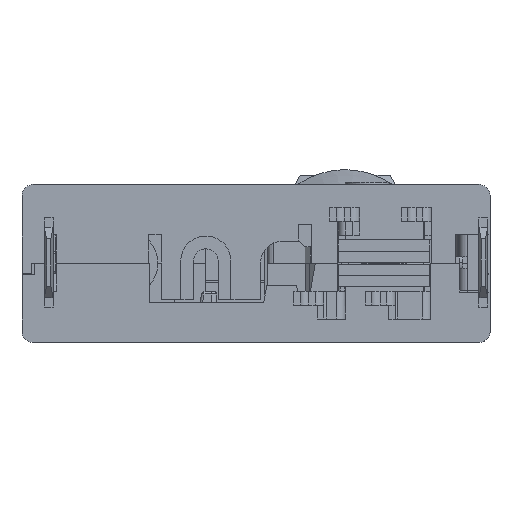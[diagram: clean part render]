
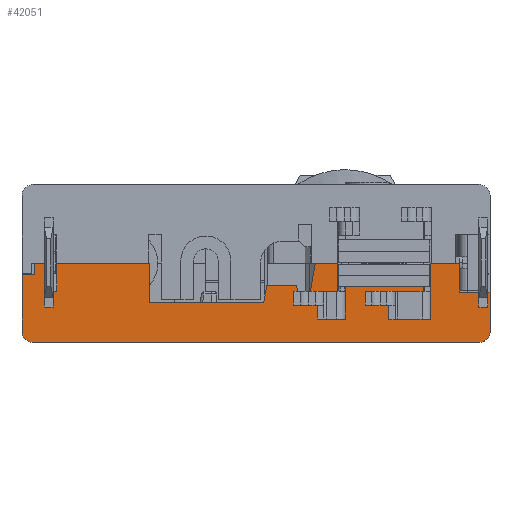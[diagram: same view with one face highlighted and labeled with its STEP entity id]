
A CAD part, front view. The second image highlights one B-rep face of the part: STEP entity #42051.
In plain terms, the highlighted planar face has unit normal (0, -1, 0).
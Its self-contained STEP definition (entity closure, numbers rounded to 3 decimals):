
#36093=DIRECTION('',(-1.,0.,0.));
#36094=VECTOR('',#36093,0.9);
#36095=CARTESIAN_POINT('',(-19.,0.,0.));
#36096=LINE('',#36095,#36094);
#36194=DIRECTION('',(-1.,0.,0.));
#36195=VECTOR('',#36194,8.275);
#36196=CARTESIAN_POINT('',(-9.6,0.,0.));
#36197=LINE('',#36196,#36195);
#36266=DIRECTION('',(-1.,0.,0.));
#36267=VECTOR('',#36266,1.983);
#36268=CARTESIAN_POINT('',(7.3,0.,0.));
#36269=LINE('',#36268,#36267);
#36342=DIRECTION('',(-1.,0.,0.));
#36343=VECTOR('',#36342,2.6);
#36344=CARTESIAN_POINT('',(18.3,0.,0.));
#36345=LINE('',#36344,#36343);
#37264=DIRECTION('',(-1.,0.,0.));
#37265=VECTOR('',#37264,40.2);
#37266=CARTESIAN_POINT('',(20.1,0.,-7.075));
#37267=LINE('',#37266,#37265);
#37419=DIRECTION('',(-0.174,0.,0.985));
#37420=VECTOR('',#37419,1.523);
#37421=CARTESIAN_POINT('',(3.9,0.,-3.5));
#37422=LINE('',#37421,#37420);
#37423=DIRECTION('',(1.,0.,0.));
#37424=VECTOR('',#37423,0.8);
#37425=CARTESIAN_POINT('',(3.9,0.,-3.5));
#37426=LINE('',#37425,#37424);
#37427=DIRECTION('',(0.174,0.,0.985));
#37428=VECTOR('',#37427,3.554);
#37429=CARTESIAN_POINT('',(4.7,0.,-3.5));
#37430=LINE('',#37429,#37428);
#37431=DIRECTION('',(0.,0.,-1.));
#37432=VECTOR('',#37431,5.);
#37433=CARTESIAN_POINT('',(7.3,0.,0.));
#37434=LINE('',#37433,#37432);
#37435=DIRECTION('',(1.,0.,0.));
#37436=VECTOR('',#37435,0.7);
#37437=CARTESIAN_POINT('',(7.3,0.,-5.));
#37438=LINE('',#37437,#37436);
#37439=DIRECTION('',(0.,0.,1.));
#37440=VECTOR('',#37439,2.9);
#37441=CARTESIAN_POINT('',(8.,0.,-5.));
#37442=LINE('',#37441,#37440);
#37443=DIRECTION('',(1.,0.,0.));
#37444=VECTOR('',#37443,7.);
#37445=CARTESIAN_POINT('',(8.,0.,-2.1));
#37446=LINE('',#37445,#37444);
#37447=DIRECTION('',(0.,0.,-1.));
#37448=VECTOR('',#37447,2.9);
#37449=CARTESIAN_POINT('',(15.,0.,-2.1));
#37450=LINE('',#37449,#37448);
#37451=DIRECTION('',(1.,0.,0.));
#37452=VECTOR('',#37451,0.7);
#37453=CARTESIAN_POINT('',(15.,0.,-5.));
#37454=LINE('',#37453,#37452);
#37455=DIRECTION('',(0.,0.,1.));
#37456=VECTOR('',#37455,5.);
#37457=CARTESIAN_POINT('',(15.7,0.,-5.));
#37458=LINE('',#37457,#37456);
#37459=DIRECTION('',(0.,0.,-1.));
#37460=VECTOR('',#37459,2.575);
#37461=CARTESIAN_POINT('',(18.3,0.,0.));
#37462=LINE('',#37461,#37460);
#37463=DIRECTION('',(1.,0.,0.));
#37464=VECTOR('',#37463,2.7);
#37465=CARTESIAN_POINT('',(18.3,0.,-2.575));
#37466=LINE('',#37465,#37464);
#37467=DIRECTION('',(0.,0.,-1.));
#37468=VECTOR('',#37467,3.6);
#37469=CARTESIAN_POINT('',(21.,0.,-2.575));
#37470=LINE('',#37469,#37468);
#37471=CARTESIAN_POINT('',(20.1,0.,-6.175));
#37472=DIRECTION('',(0.,-1.,0.));
#37473=DIRECTION('',(0.,0.,-1.));
#37474=AXIS2_PLACEMENT_3D('',#37471,#37472,#37473);
#37476=CARTESIAN_POINT('',(-20.1,0.,-6.175));
#37477=DIRECTION('',(0.,-1.,0.));
#37478=DIRECTION('',(-1.,0.,0.));
#37479=AXIS2_PLACEMENT_3D('',#37476,#37477,#37478);
#37481=DIRECTION('',(-1.,0.,0.));
#37482=VECTOR('',#37481,1.1);
#37483=CARTESIAN_POINT('',(-19.9,0.,-1.));
#37484=LINE('',#37483,#37482);
#37485=DIRECTION('',(0.,0.,-1.));
#37486=VECTOR('',#37485,1.);
#37487=CARTESIAN_POINT('',(-19.9,0.,0.));
#37488=LINE('',#37487,#37486);
#37489=DIRECTION('',(0.,0.,-1.));
#37490=VECTOR('',#37489,2.5);
#37491=CARTESIAN_POINT('',(-19.,0.,0.));
#37492=LINE('',#37491,#37490);
#37493=DIRECTION('',(1.,0.,0.));
#37494=VECTOR('',#37493,1.125);
#37495=CARTESIAN_POINT('',(-19.,0.,-2.5));
#37496=LINE('',#37495,#37494);
#37497=DIRECTION('',(0.,0.,-1.));
#37498=VECTOR('',#37497,2.5);
#37499=CARTESIAN_POINT('',(-17.875,0.,0.));
#37500=LINE('',#37499,#37498);
#37501=DIRECTION('',(0.,0.,-1.));
#37502=VECTOR('',#37501,3.5);
#37503=CARTESIAN_POINT('',(-9.6,0.,0.));
#37504=LINE('',#37503,#37502);
#37505=DIRECTION('',(1.,0.,0.));
#37506=VECTOR('',#37505,10.3);
#37507=CARTESIAN_POINT('',(-9.6,0.,-3.5));
#37508=LINE('',#37507,#37506);
#37509=DIRECTION('',(0.174,0.,0.985));
#37510=VECTOR('',#37509,1.523);
#37511=CARTESIAN_POINT('',(0.7,0.,-3.5));
#37512=LINE('',#37511,#37510);
#37541=DIRECTION('',(1.,0.,0.));
#37542=VECTOR('',#37541,2.671);
#37543=CARTESIAN_POINT('',(0.964,0.,-2.));
#37544=LINE('',#37543,#37542);
#38913=DIRECTION('',(0.,0.,-1.));
#38914=VECTOR('',#38913,5.175);
#38915=CARTESIAN_POINT('',(-21.,0.,-1.));
#38916=LINE('',#38915,#38914);
#39473=CARTESIAN_POINT('',(-19.9,0.,0.));
#39475=VERTEX_POINT('',#39473);
#39595=CARTESIAN_POINT('',(20.1,0.,-7.075));
#39596=CARTESIAN_POINT('',(21.,0.,-6.175));
#39597=VERTEX_POINT('',#39595);
#39598=VERTEX_POINT('',#39596);
#39615=CARTESIAN_POINT('',(-21.,0.,-6.175));
#39616=CARTESIAN_POINT('',(-20.1,0.,-7.075));
#39617=VERTEX_POINT('',#39615);
#39618=VERTEX_POINT('',#39616);
#39641=CARTESIAN_POINT('',(-19.9,0.,-1.));
#39642=CARTESIAN_POINT('',(-21.,0.,-1.));
#39643=VERTEX_POINT('',#39641);
#39644=VERTEX_POINT('',#39642);
#39895=CARTESIAN_POINT('',(-17.875,0.,0.));
#39897=VERTEX_POINT('',#39895);
#39903=CARTESIAN_POINT('',(-19.,0.,-2.5));
#39904=CARTESIAN_POINT('',(-17.875,0.,-2.5));
#39905=VERTEX_POINT('',#39903);
#39906=VERTEX_POINT('',#39904);
#39907=CARTESIAN_POINT('',(-19.,0.,0.));
#39908=VERTEX_POINT('',#39907);
#39953=CARTESIAN_POINT('',(-9.6,0.,0.));
#39954=VERTEX_POINT('',#39953);
#39955=CARTESIAN_POINT('',(-9.6,0.,-3.5));
#39956=VERTEX_POINT('',#39955);
#40027=CARTESIAN_POINT('',(7.3,0.,0.));
#40028=VERTEX_POINT('',#40027);
#40029=CARTESIAN_POINT('',(7.3,0.,-5.));
#40030=CARTESIAN_POINT('',(8.,0.,-5.));
#40031=VERTEX_POINT('',#40029);
#40032=VERTEX_POINT('',#40030);
#40033=CARTESIAN_POINT('',(18.3,0.,-2.575));
#40034=CARTESIAN_POINT('',(21.,0.,-2.575));
#40035=VERTEX_POINT('',#40033);
#40036=VERTEX_POINT('',#40034);
#40037=CARTESIAN_POINT('',(18.3,0.,0.));
#40038=VERTEX_POINT('',#40037);
#40195=CARTESIAN_POINT('',(15.7,0.,0.));
#40197=VERTEX_POINT('',#40195);
#40201=CARTESIAN_POINT('',(15.,0.,-5.));
#40202=CARTESIAN_POINT('',(15.7,0.,-5.));
#40203=VERTEX_POINT('',#40201);
#40204=VERTEX_POINT('',#40202);
#40213=CARTESIAN_POINT('',(8.,0.,-2.1));
#40214=CARTESIAN_POINT('',(15.,0.,-2.1));
#40215=VERTEX_POINT('',#40213);
#40216=VERTEX_POINT('',#40214);
#40309=CARTESIAN_POINT('',(5.317,0.,0.));
#40310=VERTEX_POINT('',#40309);
#40311=CARTESIAN_POINT('',(0.964,0.,-2.));
#40312=CARTESIAN_POINT('',(3.636,0.,-2.));
#40313=VERTEX_POINT('',#40311);
#40314=VERTEX_POINT('',#40312);
#40315=CARTESIAN_POINT('',(0.7,0.,-3.5));
#40316=VERTEX_POINT('',#40315);
#40317=CARTESIAN_POINT('',(3.9,0.,-3.5));
#40318=CARTESIAN_POINT('',(4.7,0.,-3.5));
#40319=VERTEX_POINT('',#40317);
#40320=VERTEX_POINT('',#40318);
#41991=CARTESIAN_POINT('',(21.,0.,0.));
#41992=DIRECTION('',(0.,-1.,0.));
#41993=DIRECTION('',(-1.,0.,0.));
#41994=AXIS2_PLACEMENT_3D('',#41991,#41992,#41993);
#41995=PLANE('',#41994);
#41997=ORIENTED_EDGE('',*,*,#41996,.F.);
#41999=ORIENTED_EDGE('',*,*,#41998,.T.);
#42001=ORIENTED_EDGE('',*,*,#42000,.T.);
#42002=ORIENTED_EDGE('',*,*,#40636,.F.);
#42004=ORIENTED_EDGE('',*,*,#42003,.T.);
#42006=ORIENTED_EDGE('',*,*,#42005,.T.);
#42008=ORIENTED_EDGE('',*,*,#42007,.T.);
#42009=ORIENTED_EDGE('',*,*,#41407,.T.);
#42011=ORIENTED_EDGE('',*,*,#42010,.T.);
#42013=ORIENTED_EDGE('',*,*,#42012,.T.);
#42015=ORIENTED_EDGE('',*,*,#42014,.T.);
#42016=ORIENTED_EDGE('',*,*,#40696,.F.);
#42018=ORIENTED_EDGE('',*,*,#42017,.T.);
#42020=ORIENTED_EDGE('',*,*,#42019,.T.);
#42022=ORIENTED_EDGE('',*,*,#42021,.T.);
#42023=ORIENTED_EDGE('',*,*,#41980,.F.);
#42024=ORIENTED_EDGE('',*,*,#41691,.T.);
#42026=ORIENTED_EDGE('',*,*,#42025,.F.);
#42028=ORIENTED_EDGE('',*,*,#42027,.F.);
#42030=ORIENTED_EDGE('',*,*,#42029,.F.);
#42032=ORIENTED_EDGE('',*,*,#42031,.F.);
#42033=ORIENTED_EDGE('',*,*,#40520,.F.);
#42035=ORIENTED_EDGE('',*,*,#42034,.T.);
#42037=ORIENTED_EDGE('',*,*,#42036,.T.);
#42039=ORIENTED_EDGE('',*,*,#42038,.F.);
#42040=ORIENTED_EDGE('',*,*,#40582,.F.);
#42042=ORIENTED_EDGE('',*,*,#42041,.T.);
#42044=ORIENTED_EDGE('',*,*,#42043,.T.);
#42046=ORIENTED_EDGE('',*,*,#42045,.T.);
#42048=ORIENTED_EDGE('',*,*,#42047,.T.);
#42049=EDGE_LOOP('',(#41997,#41999,#42001,#42002,#42004,#42006,#42008,#42009,
#42011,#42013,#42015,#42016,#42018,#42020,#42022,#42023,#42024,#42026,#42028,
#42030,#42032,#42033,#42035,#42037,#42039,#42040,#42042,#42044,#42046,#42048));
#42050=FACE_OUTER_BOUND('',#42049,.F.);
#37475=CIRCLE('',#37474,0.9);
#37480=CIRCLE('',#37479,0.9);
#40520=EDGE_CURVE('',#39908,#39475,#36096,.T.);
#40582=EDGE_CURVE('',#39954,#39897,#36197,.T.);
#40636=EDGE_CURVE('',#40028,#40310,#36269,.T.);
#40696=EDGE_CURVE('',#40038,#40197,#36345,.T.);
#41407=EDGE_CURVE('',#40215,#40216,#37446,.T.);
#41691=EDGE_CURVE('',#39597,#39618,#37267,.T.);
#41980=EDGE_CURVE('',#39597,#39598,#37475,.T.);
#41996=EDGE_CURVE('',#40319,#40314,#37422,.T.);
#41998=EDGE_CURVE('',#40319,#40320,#37426,.T.);
#42000=EDGE_CURVE('',#40320,#40310,#37430,.T.);
#42003=EDGE_CURVE('',#40028,#40031,#37434,.T.);
#42005=EDGE_CURVE('',#40031,#40032,#37438,.T.);
#42007=EDGE_CURVE('',#40032,#40215,#37442,.T.);
#42010=EDGE_CURVE('',#40216,#40203,#37450,.T.);
#42012=EDGE_CURVE('',#40203,#40204,#37454,.T.);
#42014=EDGE_CURVE('',#40204,#40197,#37458,.T.);
#42017=EDGE_CURVE('',#40038,#40035,#37462,.T.);
#42019=EDGE_CURVE('',#40035,#40036,#37466,.T.);
#42021=EDGE_CURVE('',#40036,#39598,#37470,.T.);
#42025=EDGE_CURVE('',#39617,#39618,#37480,.T.);
#42027=EDGE_CURVE('',#39644,#39617,#38916,.T.);
#42029=EDGE_CURVE('',#39643,#39644,#37484,.T.);
#42031=EDGE_CURVE('',#39475,#39643,#37488,.T.);
#42034=EDGE_CURVE('',#39908,#39905,#37492,.T.);
#42036=EDGE_CURVE('',#39905,#39906,#37496,.T.);
#42038=EDGE_CURVE('',#39897,#39906,#37500,.T.);
#42041=EDGE_CURVE('',#39954,#39956,#37504,.T.);
#42043=EDGE_CURVE('',#39956,#40316,#37508,.T.);
#42045=EDGE_CURVE('',#40316,#40313,#37512,.T.);
#42047=EDGE_CURVE('',#40313,#40314,#37544,.T.);
#42051=ADVANCED_FACE('',(#42050),#41995,.T.);
